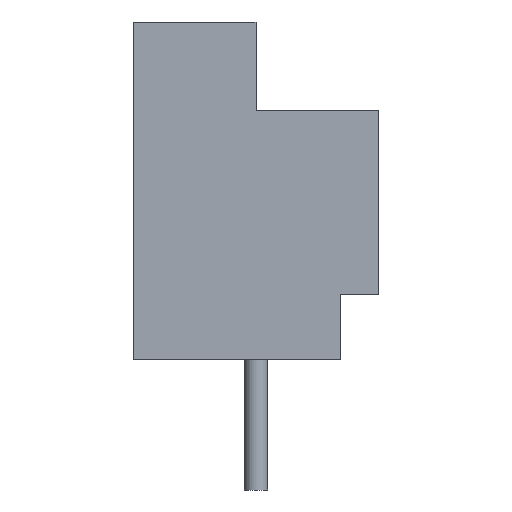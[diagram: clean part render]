
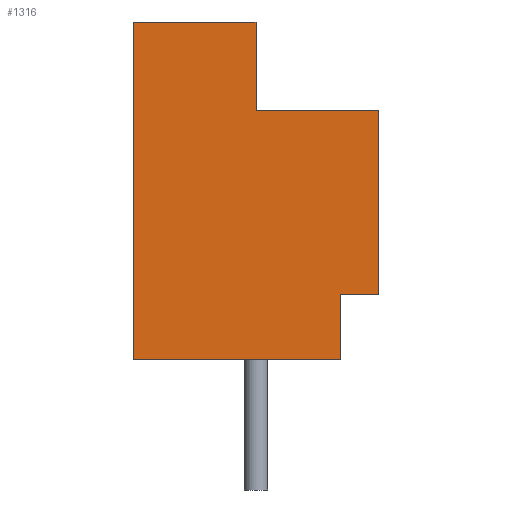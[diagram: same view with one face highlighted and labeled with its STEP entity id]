
A CAD part, left-side view. The second image highlights one B-rep face of the part: STEP entity #1316.
In plain terms, the highlighted planar face has unit normal (-1, 0, 0).
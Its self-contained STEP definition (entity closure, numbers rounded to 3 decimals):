
#45=PLANE('',#1451);
#126=FACE_OUTER_BOUND('',#227,.T.);
#227=EDGE_LOOP('',(#1021,#1022,#1023,#1024,#1025,#1026,#1027,#1028));
#301=LINE('',#2008,#435);
#305=LINE('',#2015,#439);
#321=LINE('',#2051,#455);
#330=LINE('',#2071,#464);
#341=LINE('',#2094,#475);
#342=LINE('',#2096,#476);
#343=LINE('',#2097,#477);
#344=LINE('',#2098,#478);
#435=VECTOR('',#1648,1000.);
#439=VECTOR('',#1654,1000.);
#455=VECTOR('',#1678,1000.);
#464=VECTOR('',#1691,1000.);
#475=VECTOR('',#1708,1000.);
#476=VECTOR('',#1709,1000.);
#477=VECTOR('',#1710,1000.);
#478=VECTOR('',#1711,1000.);
#629=VERTEX_POINT('',#2005);
#630=VERTEX_POINT('',#2007);
#632=VERTEX_POINT('',#2012);
#647=VERTEX_POINT('',#2048);
#648=VERTEX_POINT('',#2050);
#656=VERTEX_POINT('',#2068);
#657=VERTEX_POINT('',#2070);
#667=VERTEX_POINT('',#2095);
#765=EDGE_CURVE('',#629,#630,#301,.T.);
#769=EDGE_CURVE('',#632,#630,#305,.T.);
#785=EDGE_CURVE('',#647,#648,#321,.T.);
#794=EDGE_CURVE('',#657,#656,#330,.T.);
#805=EDGE_CURVE('',#632,#647,#341,.T.);
#806=EDGE_CURVE('',#629,#667,#342,.T.);
#807=EDGE_CURVE('',#667,#657,#343,.T.);
#808=EDGE_CURVE('',#656,#648,#344,.T.);
#1021=ORIENTED_EDGE('',*,*,#805,.F.);
#1022=ORIENTED_EDGE('',*,*,#769,.T.);
#1023=ORIENTED_EDGE('',*,*,#765,.F.);
#1024=ORIENTED_EDGE('',*,*,#806,.T.);
#1025=ORIENTED_EDGE('',*,*,#807,.T.);
#1026=ORIENTED_EDGE('',*,*,#794,.T.);
#1027=ORIENTED_EDGE('',*,*,#808,.T.);
#1028=ORIENTED_EDGE('',*,*,#785,.F.);
#1316=ADVANCED_FACE('',(#126),#45,.F.);
#1451=AXIS2_PLACEMENT_3D('',#2093,#1706,#1707);
#1648=DIRECTION('',(0.,0.,-1.));
#1654=DIRECTION('',(0.,-1.,0.));
#1678=DIRECTION('',(0.,1.,0.));
#1691=DIRECTION('',(0.,1.,0.));
#1706=DIRECTION('center_axis',(1.,0.,0.));
#1707=DIRECTION('ref_axis',(0.,1.,0.));
#1708=DIRECTION('',(0.,0.,-1.));
#1709=DIRECTION('',(0.,1.,0.));
#1710=DIRECTION('',(0.,0.,1.));
#1711=DIRECTION('',(0.,0.,-1.));
#2005=CARTESIAN_POINT('',(-13.75,-3.2,6.5));
#2007=CARTESIAN_POINT('',(-13.75,-3.2,1.7));
#2008=CARTESIAN_POINT('',(-13.75,-3.2,8.8));
#2012=CARTESIAN_POINT('',(-13.75,-2.2,1.7));
#2015=CARTESIAN_POINT('',(-13.75,-2.2,1.7));
#2048=CARTESIAN_POINT('',(-13.75,-2.2,0.));
#2050=CARTESIAN_POINT('',(-13.75,3.2,0.));
#2051=CARTESIAN_POINT('',(-13.75,-3.2,0.));
#2068=CARTESIAN_POINT('',(-13.75,3.2,8.8));
#2070=CARTESIAN_POINT('',(-13.75,0.,8.8));
#2071=CARTESIAN_POINT('',(-13.75,-3.2,8.8));
#2093=CARTESIAN_POINT('Origin',(-13.75,-3.2,8.8));
#2094=CARTESIAN_POINT('',(-13.75,-2.2,1.7));
#2095=CARTESIAN_POINT('',(-13.75,0.,6.5));
#2096=CARTESIAN_POINT('',(-13.75,-3.2,6.5));
#2097=CARTESIAN_POINT('',(-13.75,0.,8.8));
#2098=CARTESIAN_POINT('',(-13.75,3.2,8.8));
